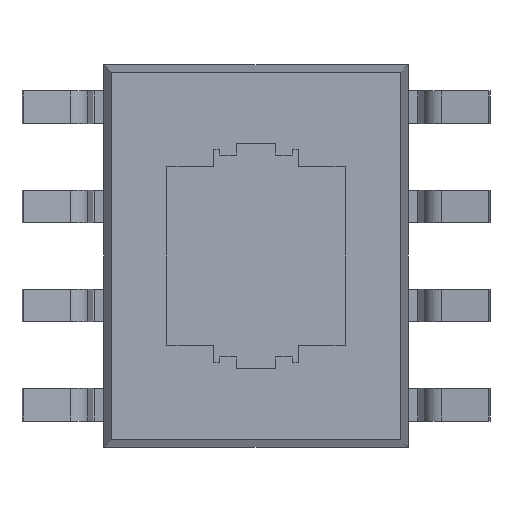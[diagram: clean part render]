
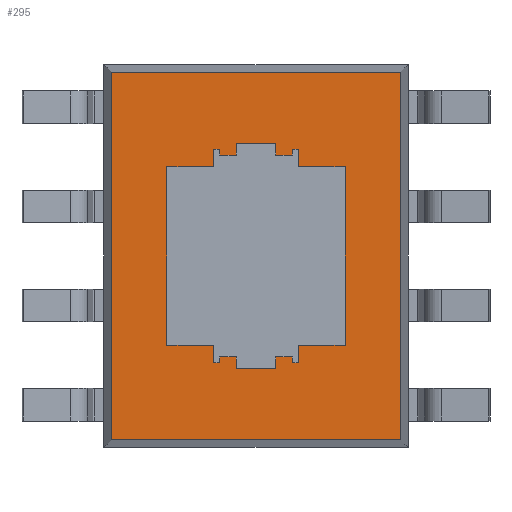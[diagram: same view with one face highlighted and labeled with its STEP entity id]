
A CAD part, front view. The second image highlights one B-rep face of the part: STEP entity #295.
In plain terms, the highlighted planar face has unit normal (0, -1, 0).
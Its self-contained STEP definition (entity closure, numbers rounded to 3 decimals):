
#42 = VERTEX_POINT ( 'NONE', #4799 ) ;
#134 = EDGE_CURVE ( 'NONE', #700, #42, #2667, .T. ) ;
#295 = ADVANCED_FACE ( 'NONE', ( #2323 ), #4306, .F. ) ;
#417 = ORIENTED_EDGE ( 'NONE', *, *, #4638, .T. ) ;
#615 = VECTOR ( 'NONE', #4232, 1000. ) ;
#685 = CARTESIAN_POINT ( 'NONE',  ( -1.853, 0.15, 2.353 ) ) ;
#700 = VERTEX_POINT ( 'NONE', #3583 ) ;
#999 = EDGE_CURVE ( 'NONE', #5001, #700, #2299, .T. ) ;
#1052 = ORIENTED_EDGE ( 'NONE', *, *, #134, .T. ) ;
#1201 = CARTESIAN_POINT ( 'NONE',  ( 1.853, 0.15, 2.353 ) ) ;
#1289 = LINE ( 'NONE', #1646, #1608 ) ;
#1608 = VECTOR ( 'NONE', #2805, 1000. ) ;
#1646 = CARTESIAN_POINT ( 'NONE',  ( -1.95, 0.15, 2.353 ) ) ;
#1786 = AXIS2_PLACEMENT_3D ( 'NONE', #2691, #4256, #4353 ) ;
#1870 = DIRECTION ( 'NONE',  ( 0., 0., -1. ) ) ;
#2010 = DIRECTION ( 'NONE',  ( 0., 0., 1. ) ) ;
#2299 = LINE ( 'NONE', #3952, #2679 ) ;
#2323 = FACE_OUTER_BOUND ( 'NONE', #3753, .T. ) ;
#2400 = ORIENTED_EDGE ( 'NONE', *, *, #999, .T. ) ;
#2491 = VERTEX_POINT ( 'NONE', #1201 ) ;
#2524 = EDGE_CURVE ( 'NONE', #42, #2491, #4789, .T. ) ;
#2635 = VECTOR ( 'NONE', #2010, 1000. ) ;
#2667 = LINE ( 'NONE', #2977, #615 ) ;
#2679 = VECTOR ( 'NONE', #1870, 1000. ) ;
#2691 = CARTESIAN_POINT ( 'NONE',  ( 0., 0.15, 0. ) ) ;
#2805 = DIRECTION ( 'NONE',  ( -1., 0., 0. ) ) ;
#2977 = CARTESIAN_POINT ( 'NONE',  ( 1.95, 0.15, -2.353 ) ) ;
#3583 = CARTESIAN_POINT ( 'NONE',  ( -1.853, 0.15, -2.353 ) ) ;
#3641 = CARTESIAN_POINT ( 'NONE',  ( 1.853, 0.15, 2.45 ) ) ;
#3753 = EDGE_LOOP ( 'NONE', ( #2400, #1052, #5022, #417 ) ) ;
#3952 = CARTESIAN_POINT ( 'NONE',  ( -1.853, 0.15, -2.45 ) ) ;
#4232 = DIRECTION ( 'NONE',  ( 1., 0., 0. ) ) ;
#4256 = DIRECTION ( 'NONE',  ( 0., 1., 0. ) ) ;
#4306 = PLANE ( 'NONE',  #1786 ) ;
#4353 = DIRECTION ( 'NONE',  ( 0., 0., 1. ) ) ;
#4638 = EDGE_CURVE ( 'NONE', #2491, #5001, #1289, .T. ) ;
#4789 = LINE ( 'NONE', #3641, #2635 ) ;
#4799 = CARTESIAN_POINT ( 'NONE',  ( 1.853, 0.15, -2.353 ) ) ;
#5001 = VERTEX_POINT ( 'NONE', #685 ) ;
#5022 = ORIENTED_EDGE ( 'NONE', *, *, #2524, .T. ) ;
